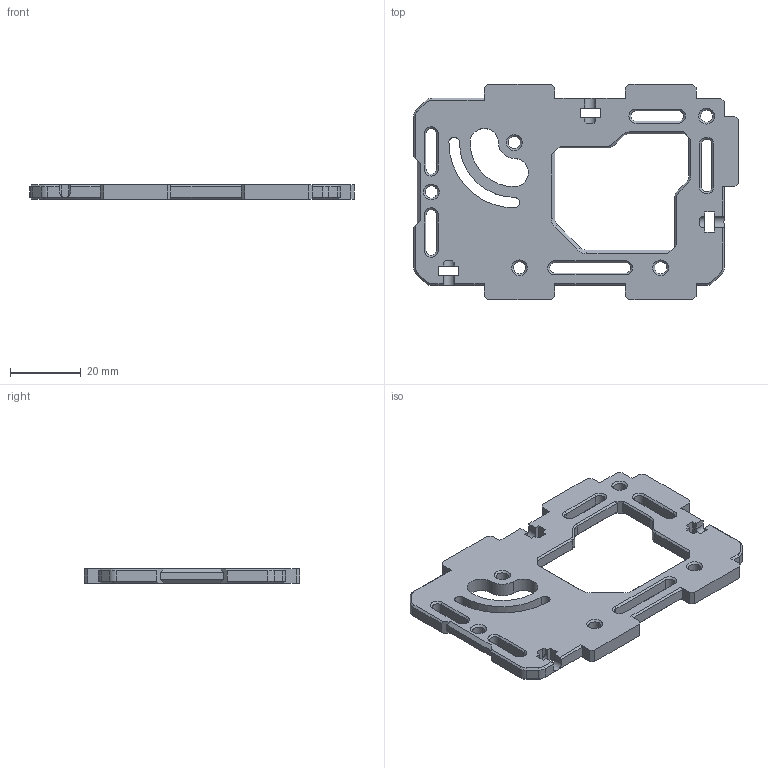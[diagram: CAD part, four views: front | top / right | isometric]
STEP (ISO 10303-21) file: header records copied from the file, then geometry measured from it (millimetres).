
FILE_DESCRIPTION(('STEP AP242'), '1');
FILE_NAME('Ñòåíêà-Áîêîâàÿ-v1', '', ('UNSPECIFIED'), ('UNSPECIFIED'), 'C3D Converter', 'C3D Toolkit', '');
FILE_SCHEMA(('AP242_MANAGED_MODEL_BASED_3D_ENGINEERING_MIM_LF { 1 0 10303 442 1 1 4 }'));
Length unit declared in the file: millimetre
Assembly tree (3 placements, depth 2):
  (unnamed)
    (unnamed)  x3
Bounding box: 92 x 61 x 4 mm (x, y, z)
Volume: 13177.6 mm3; surface area: 9769.8 mm2
Topology: 1 solids, 1 shells, 258 faces, 679 edges, 420 vertices
Faces by surface type: plane 163, cone 54, cylinder 41
Full cylindrical faces by diameter (mm): 3.5 x5
Entity records: 7931 total; most frequent: CARTESIAN_POINT 1370, ORIENTED_EDGE 1328, DIRECTION 1318, EDGE_CURVE 664, LINE 518, VECTOR 518, VERTEX_POINT 420, AXIS2_PLACEMENT_3D 400
